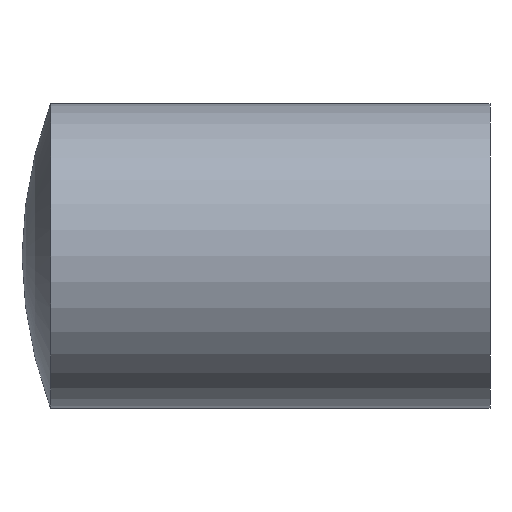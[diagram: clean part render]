
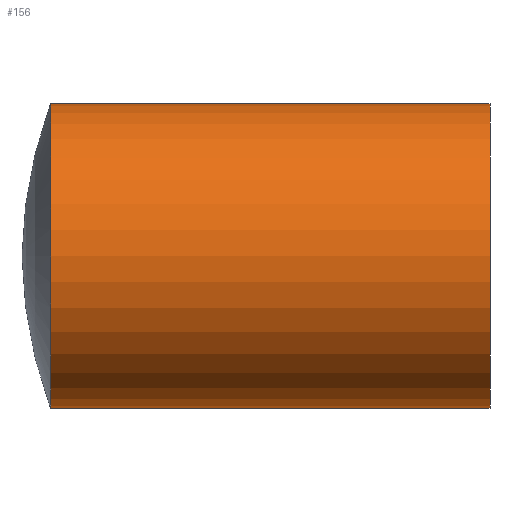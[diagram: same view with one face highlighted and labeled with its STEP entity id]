
A CAD part, left-side view. The second image highlights one B-rep face of the part: STEP entity #156.
In plain terms, the highlighted cylindrical face has radius 16 mm (diameter 32 mm), a partial arc.
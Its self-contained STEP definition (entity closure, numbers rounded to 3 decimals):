
#3 = CARTESIAN_POINT ( 'NONE',  ( 0., 0., 0. ) ) ;
#17 = ORIENTED_EDGE ( 'NONE', *, *, #71, .T. ) ;
#23 = AXIS2_PLACEMENT_3D ( 'NONE', #238, #28, #126 ) ;
#28 = DIRECTION ( 'NONE',  ( 0., -1., 0. ) ) ;
#29 = AXIS2_PLACEMENT_3D ( 'NONE', #164, #261, #49 ) ;
#34 = CIRCLE ( 'NONE', #29, 16. ) ;
#43 = VECTOR ( 'NONE', #73, 1000. ) ;
#45 = VERTEX_POINT ( 'NONE', #143 ) ;
#49 = DIRECTION ( 'NONE',  ( 0., 0., -1. ) ) ;
#51 = FACE_OUTER_BOUND ( 'NONE', #229, .T. ) ;
#55 = LINE ( 'NONE', #151, #183 ) ;
#68 = VERTEX_POINT ( 'NONE', #124 ) ;
#69 = ORIENTED_EDGE ( 'NONE', *, *, #291, .F. ) ;
#71 = EDGE_CURVE ( 'NONE', #303, #68, #190, .T. ) ;
#73 = DIRECTION ( 'NONE',  ( 0., -1., 0. ) ) ;
#75 = DIRECTION ( 'NONE',  ( 0., -1., 0. ) ) ;
#80 = CARTESIAN_POINT ( 'NONE',  ( 0., 46.136, 16. ) ) ;
#82 = EDGE_CURVE ( 'NONE', #254, #303, #34, .T. ) ;
#119 = ORIENTED_EDGE ( 'NONE', *, *, #82, .T. ) ;
#124 = CARTESIAN_POINT ( 'NONE',  ( 0., 0., -16. ) ) ;
#126 = DIRECTION ( 'NONE',  ( 0., 0., -1. ) ) ;
#137 = EDGE_CURVE ( 'NONE', #45, #68, #237, .T. ) ;
#141 = ORIENTED_EDGE ( 'NONE', *, *, #137, .F. ) ;
#143 = CARTESIAN_POINT ( 'NONE',  ( 0., 0., 16. ) ) ;
#147 = CYLINDRICAL_SURFACE ( 'NONE', #23, 16. ) ;
#151 = CARTESIAN_POINT ( 'NONE',  ( 0., 0., 16. ) ) ;
#156 = ADVANCED_FACE ( 'NONE', ( #51 ), #147, .T. ) ;
#164 = CARTESIAN_POINT ( 'NONE',  ( 0., 46.136, 0. ) ) ;
#166 = DIRECTION ( 'NONE',  ( 0., 0., -1. ) ) ;
#183 = VECTOR ( 'NONE', #246, 1000. ) ;
#190 = LINE ( 'NONE', #285, #43 ) ;
#227 = AXIS2_PLACEMENT_3D ( 'NONE', #3, #75, #166 ) ;
#229 = EDGE_LOOP ( 'NONE', ( #69, #119, #17, #141 ) ) ;
#237 = CIRCLE ( 'NONE', #227, 16. ) ;
#238 = CARTESIAN_POINT ( 'NONE',  ( 0., 0., 0. ) ) ;
#246 = DIRECTION ( 'NONE',  ( 0., -1., 0. ) ) ;
#254 = VERTEX_POINT ( 'NONE', #80 ) ;
#261 = DIRECTION ( 'NONE',  ( 0., -1., 0. ) ) ;
#267 = CARTESIAN_POINT ( 'NONE',  ( 0., 46.136, -16. ) ) ;
#285 = CARTESIAN_POINT ( 'NONE',  ( 0., 0., -16. ) ) ;
#291 = EDGE_CURVE ( 'NONE', #254, #45, #55, .T. ) ;
#303 = VERTEX_POINT ( 'NONE', #267 ) ;
